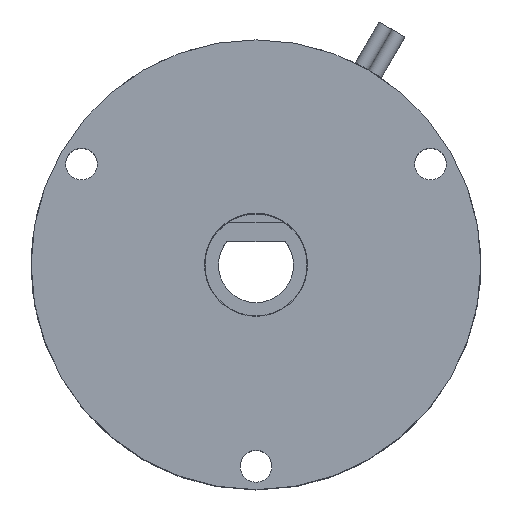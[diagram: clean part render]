
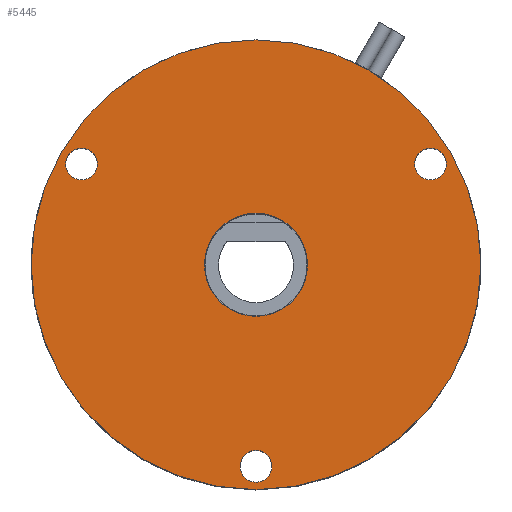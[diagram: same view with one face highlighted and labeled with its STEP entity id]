
A CAD part, top view. The second image highlights one B-rep face of the part: STEP entity #5445.
In plain terms, the highlighted planar face has unit normal (0, 0, 1).
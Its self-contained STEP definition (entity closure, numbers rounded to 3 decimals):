
#793 = CARTESIAN_POINT ( 'NONE',  ( -20.32, 10.75, 20. ) ) ;
#797 = DIRECTION ( 'NONE',  ( 0.5, 0.866, 0. ) ) ;
#798 = DIRECTION ( 'NONE',  ( 0., 0., -1. ) ) ;
#799 = CARTESIAN_POINT ( 'NONE',  ( -18.62, 10.75, 20. ) ) ;
#800 = AXIS2_PLACEMENT_3D ( 'NONE', #799, #798, #797 ) ;
#801 = CIRCLE ( 'NONE', #800, 1.7 ) ;
#804 = CARTESIAN_POINT ( 'NONE',  ( -16.92, 10.75, 20. ) ) ;
#817 = CIRCLE ( 'NONE', #879, 1.7 ) ;
#822 = CARTESIAN_POINT ( 'NONE',  ( -5.5, 0., 20. ) ) ;
#823 = DIRECTION ( 'NONE',  ( 1., 0., 0. ) ) ;
#824 = DIRECTION ( 'NONE',  ( 0., 0., 1. ) ) ;
#825 = CARTESIAN_POINT ( 'NONE',  ( 0., 0., 20. ) ) ;
#826 = AXIS2_PLACEMENT_3D ( 'NONE', #825, #824, #823 ) ;
#827 = CIRCLE ( 'NONE', #826, 5.5 ) ;
#832 = CARTESIAN_POINT ( 'NONE',  ( 20.32, 10.75, 20. ) ) ;
#852 = DIRECTION ( 'NONE',  ( 1., 0., 0. ) ) ;
#853 = DIRECTION ( 'NONE',  ( 0., 0., 1. ) ) ;
#854 = CARTESIAN_POINT ( 'NONE',  ( 0., 0., 20. ) ) ;
#855 = AXIS2_PLACEMENT_3D ( 'NONE', #854, #853, #852 ) ;
#856 = CIRCLE ( 'NONE', #855, 24. ) ;
#873 = CARTESIAN_POINT ( 'NONE',  ( 16.92, 10.75, 20. ) ) ;
#875 = CARTESIAN_POINT ( 'NONE',  ( -24., 0., 20. ) ) ;
#876 = DIRECTION ( 'NONE',  ( 0.5, -0.866, 0. ) ) ;
#877 = DIRECTION ( 'NONE',  ( 0., 0., -1. ) ) ;
#878 = CARTESIAN_POINT ( 'NONE',  ( 18.62, 10.75, 20. ) ) ;
#879 = AXIS2_PLACEMENT_3D ( 'NONE', #878, #877, #876 ) ;
#888 = CARTESIAN_POINT ( 'NONE',  ( 24., 0., 20. ) ) ;
#892 = DIRECTION ( 'NONE',  ( 1., 0., 0. ) ) ;
#893 = DIRECTION ( 'NONE',  ( 0., 0., 1. ) ) ;
#894 = CARTESIAN_POINT ( 'NONE',  ( 0., 0., 20. ) ) ;
#895 = AXIS2_PLACEMENT_3D ( 'NONE', #894, #893, #892 ) ;
#896 = CIRCLE ( 'NONE', #895, 5.5 ) ;
#922 = DIRECTION ( 'NONE',  ( -1., 0., 0. ) ) ;
#923 = DIRECTION ( 'NONE',  ( 0., 0., -1. ) ) ;
#924 = CARTESIAN_POINT ( 'NONE',  ( 0., -21.5, 20. ) ) ;
#925 = AXIS2_PLACEMENT_3D ( 'NONE', #924, #923, #922 ) ;
#926 = CIRCLE ( 'NONE', #925, 1.7 ) ;
#927 = CARTESIAN_POINT ( 'NONE',  ( 1.7, -21.5, 20. ) ) ;
#928 = CARTESIAN_POINT ( 'NONE',  ( -1.7, -21.5, 20. ) ) ;
#929 = CARTESIAN_POINT ( 'NONE',  ( 5.5, 0., 20. ) ) ;
#946 = DIRECTION ( 'NONE',  ( -1., 0., 0. ) ) ;
#947 = DIRECTION ( 'NONE',  ( 0., 0., -1. ) ) ;
#948 = CARTESIAN_POINT ( 'NONE',  ( 0., -21.5, 20. ) ) ;
#949 = AXIS2_PLACEMENT_3D ( 'NONE', #948, #947, #946 ) ;
#953 = CIRCLE ( 'NONE', #949, 1.7 ) ;
#966 = DIRECTION ( 'NONE',  ( 0.5, -0.866, 0. ) ) ;
#967 = DIRECTION ( 'NONE',  ( 0., 0., -1. ) ) ;
#968 = CARTESIAN_POINT ( 'NONE',  ( 18.62, 10.75, 20. ) ) ;
#969 = AXIS2_PLACEMENT_3D ( 'NONE', #968, #967, #966 ) ;
#970 = CIRCLE ( 'NONE', #969, 1.7 ) ;
#983 = DIRECTION ( 'NONE',  ( 1., 0., 0. ) ) ;
#984 = DIRECTION ( 'NONE',  ( 0., 0., 1. ) ) ;
#985 = CARTESIAN_POINT ( 'NONE',  ( 0., 0., 20. ) ) ;
#987 = AXIS2_PLACEMENT_3D ( 'NONE', #985, #984, #983 ) ;
#988 = PLANE ( 'NONE',  #987 ) ;
#989 = FACE_BOUND ( 'NONE', #5429, .T. ) ;
#990 = FACE_OUTER_BOUND ( 'NONE', #5422, .T. ) ;
#991 = FACE_BOUND ( 'NONE', #5425, .T. ) ;
#992 = FACE_BOUND ( 'NONE', #5420, .T. ) ;
#993 = FACE_BOUND ( 'NONE', #5446, .T. ) ;
#994 = DIRECTION ( 'NONE',  ( 0.5, 0.866, 0. ) ) ;
#995 = DIRECTION ( 'NONE',  ( 0., 0., -1. ) ) ;
#996 = CARTESIAN_POINT ( 'NONE',  ( -18.62, 10.75, 20. ) ) ;
#997 = AXIS2_PLACEMENT_3D ( 'NONE', #996, #995, #994 ) ;
#998 = CIRCLE ( 'NONE', #997, 1.7 ) ;
#999 = DIRECTION ( 'NONE',  ( 1., 0., 0. ) ) ;
#1000 = DIRECTION ( 'NONE',  ( 0., 0., 1. ) ) ;
#1001 = CARTESIAN_POINT ( 'NONE',  ( 0., 0., 20. ) ) ;
#1002 = AXIS2_PLACEMENT_3D ( 'NONE', #1001, #1000, #999 ) ;
#1006 = CIRCLE ( 'NONE', #1002, 24. ) ;
#5300 = VERTEX_POINT ( 'NONE', #804 ) ;
#5301 = EDGE_CURVE ( 'NONE', #5300, #5305, #801, .T. ) ;
#5305 = VERTEX_POINT ( 'NONE', #793 ) ;
#5314 = VERTEX_POINT ( 'NONE', #832 ) ;
#5318 = EDGE_CURVE ( 'NONE', #5319, #5381, #827, .T. ) ;
#5319 = VERTEX_POINT ( 'NONE', #822 ) ;
#5322 = EDGE_CURVE ( 'NONE', #5314, #5325, #817, .T. ) ;
#5323 = VERTEX_POINT ( 'NONE', #875 ) ;
#5325 = VERTEX_POINT ( 'NONE', #873 ) ;
#5332 = EDGE_CURVE ( 'NONE', #5359, #5323, #856, .T. ) ;
#5350 = EDGE_CURVE ( 'NONE', #5381, #5319, #896, .T. ) ;
#5359 = VERTEX_POINT ( 'NONE', #888 ) ;
#5381 = VERTEX_POINT ( 'NONE', #929 ) ;
#5386 = VERTEX_POINT ( 'NONE', #928 ) ;
#5387 = VERTEX_POINT ( 'NONE', #927 ) ;
#5388 = EDGE_CURVE ( 'NONE', #5387, #5386, #926, .T. ) ;
#5405 = ORIENTED_EDGE ( 'NONE', *, *, #5442, .T. ) ;
#5406 = ORIENTED_EDGE ( 'NONE', *, *, #5407, .T. ) ;
#5407 = EDGE_CURVE ( 'NONE', #5325, #5314, #970, .T. ) ;
#5408 = ORIENTED_EDGE ( 'NONE', *, *, #5423, .T. ) ;
#5409 = ORIENTED_EDGE ( 'NONE', *, *, #5301, .T. ) ;
#5420 = EDGE_LOOP ( 'NONE', ( #5406, #5447 ) ) ;
#5422 = EDGE_LOOP ( 'NONE', ( #5405, #5428 ) ) ;
#5423 = EDGE_CURVE ( 'NONE', #5386, #5387, #953, .T. ) ;
#5424 = ORIENTED_EDGE ( 'NONE', *, *, #5388, .T. ) ;
#5425 = EDGE_LOOP ( 'NONE', ( #5408, #5424 ) ) ;
#5428 = ORIENTED_EDGE ( 'NONE', *, *, #5332, .T. ) ;
#5429 = EDGE_LOOP ( 'NONE', ( #5439, #5440 ) ) ;
#5439 = ORIENTED_EDGE ( 'NONE', *, *, #5318, .F. ) ;
#5440 = ORIENTED_EDGE ( 'NONE', *, *, #5350, .F. ) ;
#5442 = EDGE_CURVE ( 'NONE', #5323, #5359, #1006, .T. ) ;
#5443 = ORIENTED_EDGE ( 'NONE', *, *, #5444, .T. ) ;
#5444 = EDGE_CURVE ( 'NONE', #5305, #5300, #998, .T. ) ;
#5445 = ADVANCED_FACE ( 'NONE', ( #993, #992, #991, #990, #989 ), #988, .T. ) ;
#5446 = EDGE_LOOP ( 'NONE', ( #5443, #5409 ) ) ;
#5447 = ORIENTED_EDGE ( 'NONE', *, *, #5322, .T. ) ;
